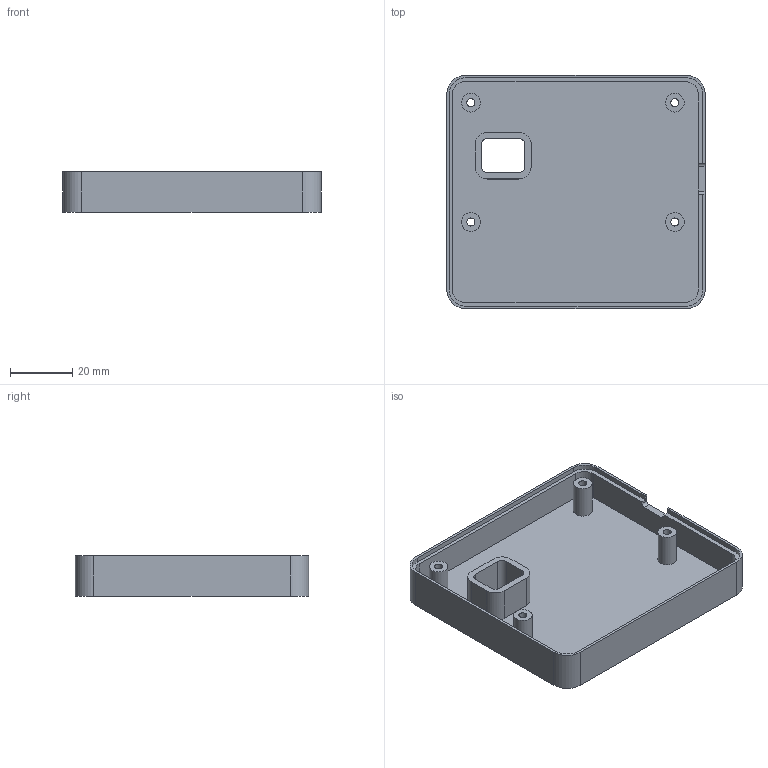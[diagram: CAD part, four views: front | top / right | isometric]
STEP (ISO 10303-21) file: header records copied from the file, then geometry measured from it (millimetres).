
FILE_DESCRIPTION(('FreeCAD Model'),'2;1');
FILE_NAME('Open CASCADE Shape Model','2024-12-10T11:15:54',('Author'),( ''),'Open CASCADE STEP processor 7.8','FreeCAD','Unknown');
FILE_SCHEMA(('AUTOMOTIVE_DESIGN { 1 0 10303 214 1 1 1 1 }'));
Length unit declared in the file: millimetre
Products named in the file (1): Fillet002
Bounding box: 83 x 75 x 13 mm (x, y, z)
Volume: 19984.4 mm3; surface area: 21650.3 mm2
Topology: 1 solids, 1 shells, 79 faces, 196 edges, 128 vertices
Faces by surface type: plane 41, cylinder 34, cone 4
Full cylindrical faces by diameter (mm): 2.6 x4, 4.3 x4, 6 x4
Entity records: 2400 total; most frequent: DIRECTION 428, CARTESIAN_POINT 404, ORIENTED_EDGE 392, EDGE_CURVE 196, AXIS2_PLACEMENT_3D 152, VERTEX_POINT 128, LINE 124, VECTOR 124
